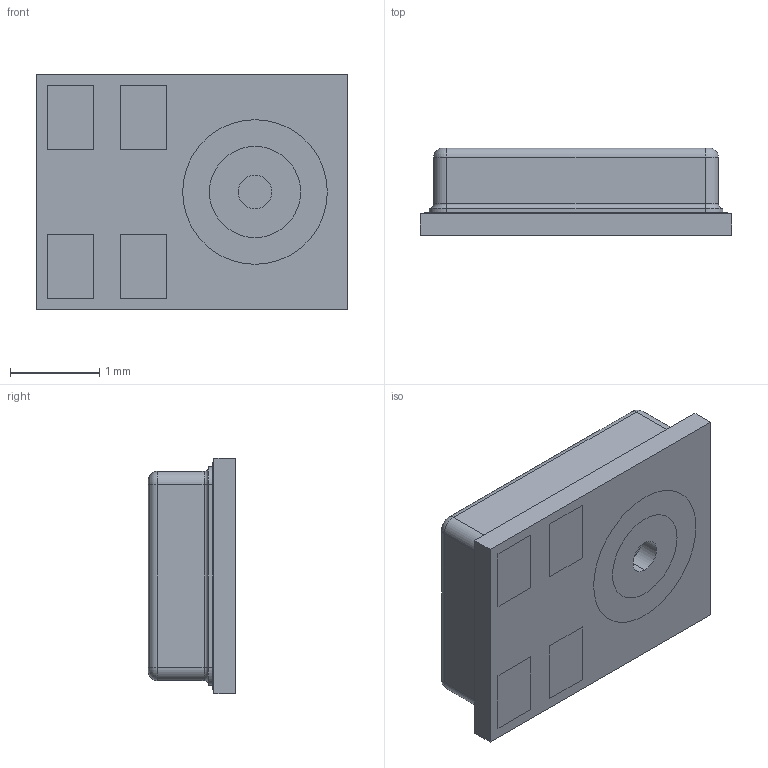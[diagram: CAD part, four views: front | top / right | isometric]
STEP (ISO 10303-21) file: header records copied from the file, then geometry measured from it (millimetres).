
FILE_DESCRIPTION (( 'STEP AP214' ), '1' );
FILE_NAME ('ICS-41352.STEP', '2018-08-07T11:58:05', ( '' ), ( '' ), 'SwSTEP 2.0', 'SolidWorks 2017', '' );
FILE_SCHEMA (( 'AUTOMOTIVE_DESIGN' ));
Length unit declared in the file: millimetre
Products named in the file (1): ICS-41352
Bounding box: 3.5 x 0.98 x 2.65 mm (x, y, z)
Volume: 7.8 mm3; surface area: 55.4 mm2
Topology: 7 solids, 7 shells, 107 faces, 234 edges, 148 vertices
Faces by surface type: plane 69, cylinder 30, torus 8
Entity records: 2996 total; most frequent: DIRECTION 514, CARTESIAN_POINT 490, ORIENTED_EDGE 468, EDGE_CURVE 234, AXIS2_PLACEMENT_3D 172, LINE 170, VECTOR 170, VERTEX_POINT 148
